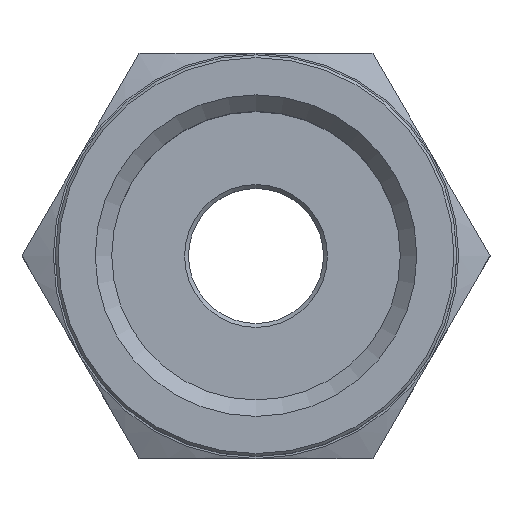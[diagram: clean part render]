
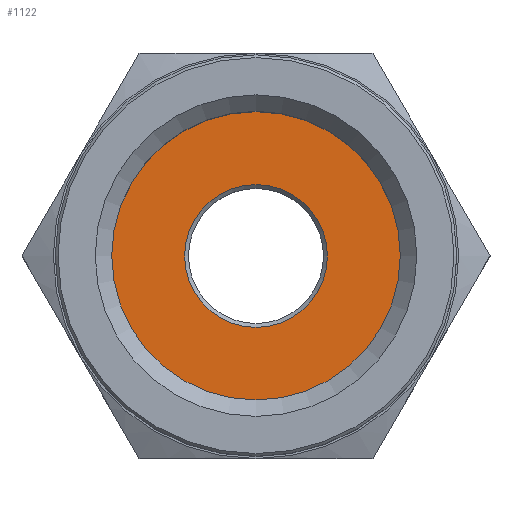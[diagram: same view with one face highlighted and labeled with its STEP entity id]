
A CAD part, top view. The second image highlights one B-rep face of the part: STEP entity #1122.
In plain terms, the highlighted planar face has unit normal (0, 0, 1).
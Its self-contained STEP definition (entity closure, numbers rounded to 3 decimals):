
#194=ORIENTED_EDGE('',*,*,#359,.T.);
#195=ORIENTED_EDGE('',*,*,#358,.F.);
#358=EDGE_CURVE('',#447,#447,#512,.T.);
#359=EDGE_CURVE('',#448,#448,#513,.T.);
#447=VERTEX_POINT('',#1648);
#448=VERTEX_POINT('',#1651);
#512=CIRCLE('',#1221,7.475);
#513=CIRCLE('',#1223,3.7);
#580=EDGE_LOOP('',(#194));
#581=EDGE_LOOP('',(#195));
#678=FACE_BOUND('',#580,.T.);
#679=FACE_BOUND('',#581,.T.);
#733=PLANE('',#1222);
#1122=ADVANCED_FACE('',(#678,#679),#733,.T.);
#1221=AXIS2_PLACEMENT_3D('',#1647,#1387,#1388);
#1222=AXIS2_PLACEMENT_3D('',#1649,#1389,#1390);
#1223=AXIS2_PLACEMENT_3D('',#1650,#1391,#1392);
#1387=DIRECTION('',(0.,0.,-1.));
#1388=DIRECTION('',(-1.,0.,0.));
#1389=DIRECTION('',(0.,0.,1.));
#1390=DIRECTION('',(1.,0.,0.));
#1391=DIRECTION('',(0.,0.,-1.));
#1392=DIRECTION('',(-1.,0.,0.));
#1647=CARTESIAN_POINT('',(0.,0.,-11.));
#1648=CARTESIAN_POINT('',(-7.475,0.,-11.));
#1649=CARTESIAN_POINT('',(0.,7.475,-11.));
#1650=CARTESIAN_POINT('',(0.,0.,-11.));
#1651=CARTESIAN_POINT('',(-3.7,0.,-11.));
